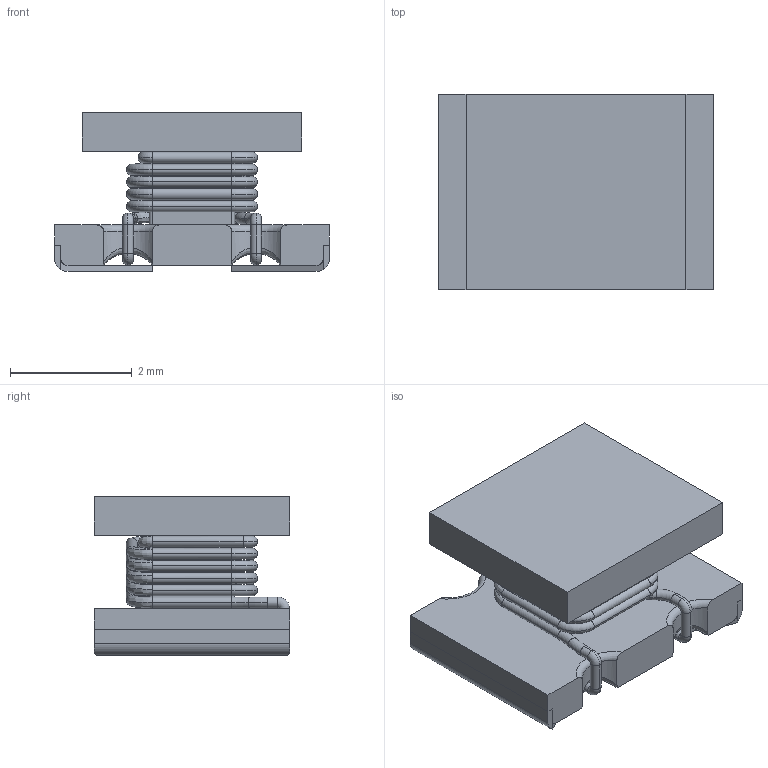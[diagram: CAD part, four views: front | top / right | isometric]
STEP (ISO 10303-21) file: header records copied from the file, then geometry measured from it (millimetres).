
FILE_DESCRIPTION (( 'STEP AP214' ), '1' );
FILE_NAME ('744045681.STEP', '2022-09-06T11:16:48', ( '' ), ( '' ), 'SwSTEP 2.0', 'SolidWorks 2018', '' );
FILE_SCHEMA (( 'AUTOMOTIVE_DESIGN' ));
Length unit declared in the file: millimetre
Products named in the file (1): 744045681
Bounding box: 4.5 x 3.2 x 2.6 mm (x, y, z)
Volume: 20.8 mm3; surface area: 133.6 mm2
Topology: 4 solids, 4 shells, 256 faces, 650 edges, 404 vertices
Faces by surface type: cylinder 108, torus 56, plane 48, bspline 44
Entity records: 17599 total; most frequent: CARTESIAN_POINT 8611, DIRECTION 1348, ORIENTED_EDGE 1300, EDGE_CURVE 650, AXIS2_PLACEMENT_3D 569, VERTEX_POINT 404, CIRCLE 356, UNCERTAINTY_MEASURE_WITH_UNIT 262
